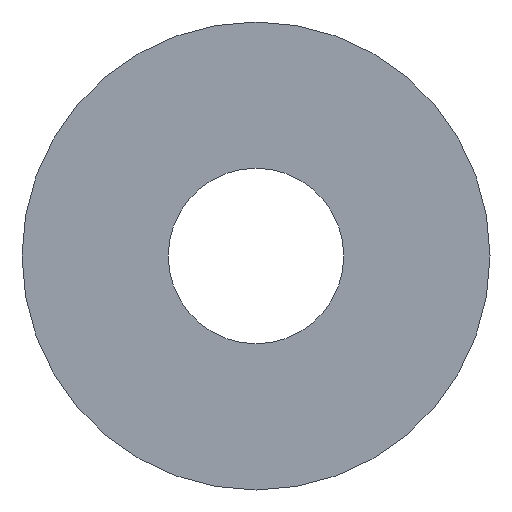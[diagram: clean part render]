
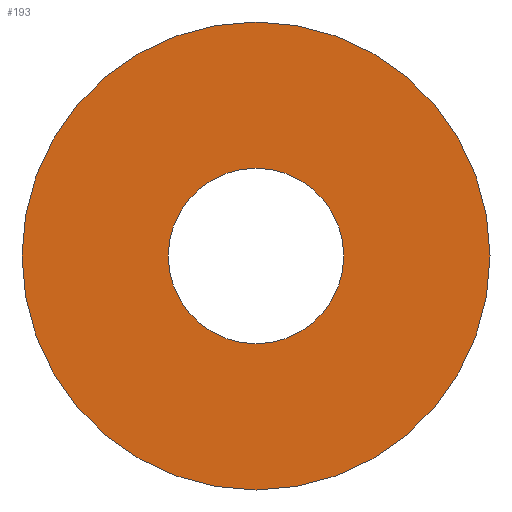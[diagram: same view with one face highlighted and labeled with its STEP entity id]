
A CAD part, front view. The second image highlights one B-rep face of the part: STEP entity #193.
In plain terms, the highlighted planar face has unit normal (0, -1, 0).
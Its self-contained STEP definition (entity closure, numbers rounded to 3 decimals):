
#8 = DIRECTION ( 'NONE',  ( 0., 1., 0. ) ) ;
#12 = DIRECTION ( 'NONE',  ( 0., 1., 0. ) ) ;
#15 = CARTESIAN_POINT ( 'NONE',  ( 0., 0., 0. ) ) ;
#20 = DIRECTION ( 'NONE',  ( 0., 0., 1. ) ) ;
#22 = CARTESIAN_POINT ( 'NONE',  ( 0., 0., 0. ) ) ;
#25 = DIRECTION ( 'NONE',  ( 0., 0., 1. ) ) ;
#27 = DIRECTION ( 'NONE',  ( 0., 0., 1. ) ) ;
#37 = DIRECTION ( 'NONE',  ( 0., 0., 1. ) ) ;
#44 = DIRECTION ( 'NONE',  ( 0., 1., 0. ) ) ;
#52 = DIRECTION ( 'NONE',  ( 0., 1., 0. ) ) ;
#61 = CARTESIAN_POINT ( 'NONE',  ( 0., 0., 0. ) ) ;
#64 = CARTESIAN_POINT ( 'NONE',  ( 0., 0., 0. ) ) ;
#74 = VERTEX_POINT ( 'NONE', #318 ) ;
#108 = FACE_BOUND ( 'NONE', #129, .T. ) ;
#109 = FACE_OUTER_BOUND ( 'NONE', #130, .T. ) ;
#112 = VERTEX_POINT ( 'NONE', #321 ) ;
#129 = EDGE_LOOP ( 'NONE', ( #185, #135 ) ) ;
#130 = EDGE_LOOP ( 'NONE', ( #138, #141 ) ) ;
#135 = ORIENTED_EDGE ( 'NONE', *, *, #213, .T. ) ;
#138 = ORIENTED_EDGE ( 'NONE', *, *, #214, .F. ) ;
#141 = ORIENTED_EDGE ( 'NONE', *, *, #212, .F. ) ;
#154 = VERTEX_POINT ( 'NONE', #323 ) ;
#172 = VERTEX_POINT ( 'NONE', #326 ) ;
#185 = ORIENTED_EDGE ( 'NONE', *, *, #210, .T. ) ;
#193 = ADVANCED_FACE ( 'NONE', ( #108, #109 ), #331, .T. ) ;
#210 = EDGE_CURVE ( 'NONE', #154, #112, #292, .T. ) ;
#212 = EDGE_CURVE ( 'NONE', #172, #74, #248, .T. ) ;
#213 = EDGE_CURVE ( 'NONE', #112, #154, #265, .T. ) ;
#214 = EDGE_CURVE ( 'NONE', #74, #172, #264, .T. ) ;
#228 = AXIS2_PLACEMENT_3D ( 'NONE', #64, #44, #27 ) ;
#229 = AXIS2_PLACEMENT_3D ( 'NONE', #61, #8, #25 ) ;
#243 = AXIS2_PLACEMENT_3D ( 'NONE', #22, #12, #20 ) ;
#248 = CIRCLE ( 'NONE', #229, 6. ) ;
#264 = CIRCLE ( 'NONE', #280, 6. ) ;
#265 = CIRCLE ( 'NONE', #228, 2.25 ) ;
#279 = AXIS2_PLACEMENT_3D ( 'NONE', #332, #333, #334 ) ;
#280 = AXIS2_PLACEMENT_3D ( 'NONE', #15, #52, #37 ) ;
#292 = CIRCLE ( 'NONE', #243, 2.25 ) ;
#318 = CARTESIAN_POINT ( 'NONE',  ( 0., 0., 6. ) ) ;
#321 = CARTESIAN_POINT ( 'NONE',  ( 0., 0., -2.25 ) ) ;
#323 = CARTESIAN_POINT ( 'NONE',  ( 0., 0., 2.25 ) ) ;
#326 = CARTESIAN_POINT ( 'NONE',  ( 0., 0., -6. ) ) ;
#331 = PLANE ( 'NONE',  #279 ) ;
#332 = CARTESIAN_POINT ( 'NONE',  ( 0., 0., 6. ) ) ;
#333 = DIRECTION ( 'NONE',  ( 0., -1., 0. ) ) ;
#334 = DIRECTION ( 'NONE',  ( 0., 0., -1. ) ) ;
